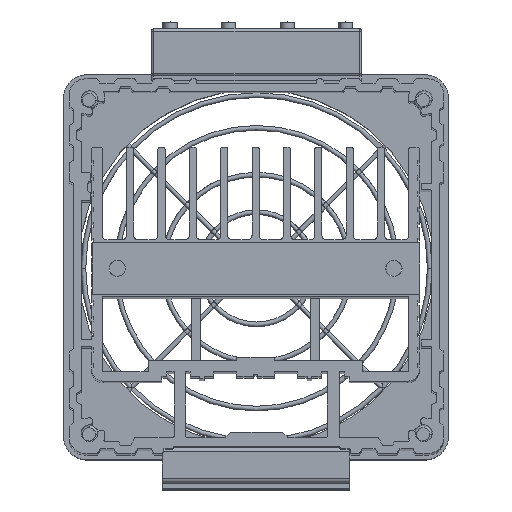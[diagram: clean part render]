
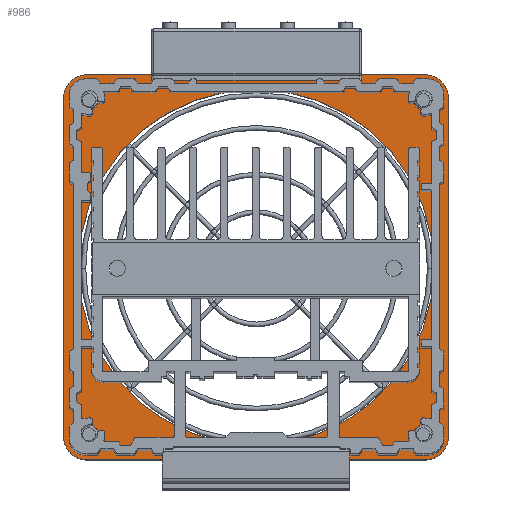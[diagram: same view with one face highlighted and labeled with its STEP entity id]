
A CAD part, top view. The second image highlights one B-rep face of the part: STEP entity #986.
In plain terms, the highlighted planar face has unit normal (0, 0, 1).
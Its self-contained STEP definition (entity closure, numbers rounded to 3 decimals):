
#986=ADVANCED_FACE('',(#2983,#2984,#2985,#2986,#2987,#2988),#2989,.T.);
#2983=FACE_OUTER_BOUND('',#5350,.T.);
#2984=FACE_BOUND('',#5351,.T.);
#2985=FACE_BOUND('',#5352,.T.);
#2986=FACE_BOUND('',#5353,.T.);
#2987=FACE_BOUND('',#5354,.T.);
#2988=FACE_BOUND('',#5355,.T.);
#2989=PLANE('',#5356);
#5350=EDGE_LOOP('',(#13563,#13564,#13565,#13566,#13567,#13568,#13569,#13570));
#5351=EDGE_LOOP('',(#13571,#13572));
#5352=EDGE_LOOP('',(#13573,#13574));
#5353=EDGE_LOOP('',(#13575,#13576));
#5354=EDGE_LOOP('',(#13577,#13578));
#5355=EDGE_LOOP('',(#13579,#13580));
#5356=AXIS2_PLACEMENT_3D('',#13581,#13582,#13583);
#13563=ORIENTED_EDGE('',*,*,#18473,.F.);
#13564=ORIENTED_EDGE('',*,*,#18471,.F.);
#13565=ORIENTED_EDGE('',*,*,#18469,.F.);
#13566=ORIENTED_EDGE('',*,*,#18467,.F.);
#13567=ORIENTED_EDGE('',*,*,#18465,.F.);
#13568=ORIENTED_EDGE('',*,*,#18463,.F.);
#13569=ORIENTED_EDGE('',*,*,#18461,.F.);
#13570=ORIENTED_EDGE('',*,*,#18459,.F.);
#13571=ORIENTED_EDGE('',*,*,#18474,.F.);
#13572=ORIENTED_EDGE('',*,*,#18475,.F.);
#13573=ORIENTED_EDGE('',*,*,#18476,.F.);
#13574=ORIENTED_EDGE('',*,*,#18477,.F.);
#13575=ORIENTED_EDGE('',*,*,#18478,.F.);
#13576=ORIENTED_EDGE('',*,*,#18479,.F.);
#13577=ORIENTED_EDGE('',*,*,#18480,.F.);
#13578=ORIENTED_EDGE('',*,*,#18432,.F.);
#13579=ORIENTED_EDGE('',*,*,#18481,.F.);
#13580=ORIENTED_EDGE('',*,*,#18482,.F.);
#13581=CARTESIAN_POINT('',(39.872,-30.239,-55.837));
#13582=DIRECTION('',(0.0,0.0,1.0));
#13583=DIRECTION('',(1.0,0.0,0.0));
#18432=EDGE_CURVE('',#23408,#23410,#23411,.T.);
#18459=EDGE_CURVE('',#23460,#23462,#23463,.T.);
#18461=EDGE_CURVE('',#23462,#23465,#23466,.T.);
#18463=EDGE_CURVE('',#23465,#23468,#23469,.T.);
#18465=EDGE_CURVE('',#23468,#23471,#23472,.T.);
#18467=EDGE_CURVE('',#23471,#23474,#23475,.T.);
#18469=EDGE_CURVE('',#23474,#23477,#23478,.T.);
#18471=EDGE_CURVE('',#23477,#23480,#23481,.T.);
#18473=EDGE_CURVE('',#23480,#23460,#23483,.T.);
#18474=EDGE_CURVE('',#23484,#23485,#23486,.T.);
#18475=EDGE_CURVE('',#23485,#23484,#23487,.T.);
#18476=EDGE_CURVE('',#23488,#23489,#23490,.T.);
#18477=EDGE_CURVE('',#23489,#23488,#23491,.T.);
#18478=EDGE_CURVE('',#23492,#23493,#23494,.T.);
#18479=EDGE_CURVE('',#23493,#23492,#23495,.T.);
#18480=EDGE_CURVE('',#23410,#23408,#23496,.T.);
#18481=EDGE_CURVE('',#23497,#23498,#23499,.T.);
#18482=EDGE_CURVE('',#23498,#23497,#23500,.T.);
#23408=VERTEX_POINT('',#30745);
#23410=VERTEX_POINT('',#30748);
#23411=CIRCLE('',#30749,2.0);
#23460=VERTEX_POINT('',#30807);
#23462=VERTEX_POINT('',#30810);
#23463=CIRCLE('',#30811,5.0);
#23465=VERTEX_POINT('',#30814);
#23466=LINE('',#30815,#30816);
#23468=VERTEX_POINT('',#30819);
#23469=CIRCLE('',#30820,5.);
#23471=VERTEX_POINT('',#30823);
#23472=LINE('',#30824,#30825);
#23474=VERTEX_POINT('',#30828);
#23475=CIRCLE('',#30829,5.0);
#23477=VERTEX_POINT('',#30832);
#23478=LINE('',#30833,#30834);
#23480=VERTEX_POINT('',#30837);
#23481=CIRCLE('',#30838,5.0);
#23483=LINE('',#30841,#30842);
#23484=VERTEX_POINT('',#30843);
#23485=VERTEX_POINT('',#30844);
#23486=CIRCLE('',#30845,38.0);
#23487=CIRCLE('',#30846,38.0);
#23488=VERTEX_POINT('',#30847);
#23489=VERTEX_POINT('',#30848);
#23490=CIRCLE('',#30849,2.0);
#23491=CIRCLE('',#30850,2.0);
#23492=VERTEX_POINT('',#30851);
#23493=VERTEX_POINT('',#30852);
#23494=CIRCLE('',#30853,2.0);
#23495=CIRCLE('',#30854,2.0);
#23496=CIRCLE('',#30855,2.0);
#23497=VERTEX_POINT('',#30856);
#23498=VERTEX_POINT('',#30857);
#23499=CIRCLE('',#30858,2.0);
#23500=CIRCLE('',#30859,2.0);
#30745=CARTESIAN_POINT('',(75.572,-63.939,-55.837));
#30748=CARTESIAN_POINT('',(75.572,-67.939,-55.837));
#30749=AXIS2_PLACEMENT_3D('',#36874,#36875,#36876);
#30807=CARTESIAN_POINT('',(-1.256,5.889,-55.837));
#30810=CARTESIAN_POINT('',(3.744,10.889,-55.837));
#30811=AXIS2_PLACEMENT_3D('',#36935,#36936,#36937);
#30814=CARTESIAN_POINT('',(76.,10.889,-55.837));
#30815=CARTESIAN_POINT('',(3.744,10.889,-55.837));
#30816=VECTOR('',#36939,72.256);
#30819=CARTESIAN_POINT('',(81.,5.889,-55.837));
#30820=AXIS2_PLACEMENT_3D('',#36941,#36942,#36943);
#30823=CARTESIAN_POINT('',(81.,-66.367,-55.837));
#30824=CARTESIAN_POINT('',(81.,5.889,-55.837));
#30825=VECTOR('',#36945,72.256);
#30828=CARTESIAN_POINT('',(76.,-71.367,-55.837));
#30829=AXIS2_PLACEMENT_3D('',#36947,#36948,#36949);
#30832=CARTESIAN_POINT('',(3.744,-71.367,-55.837));
#30833=CARTESIAN_POINT('',(76.,-71.367,-55.837));
#30834=VECTOR('',#36951,72.256);
#30837=CARTESIAN_POINT('',(-1.256,-66.367,-55.837));
#30838=AXIS2_PLACEMENT_3D('',#36953,#36954,#36955);
#30841=CARTESIAN_POINT('',(-1.256,-66.367,-55.837));
#30842=VECTOR('',#36957,72.256);
#30843=CARTESIAN_POINT('',(1.872,-30.239,-55.837));
#30844=CARTESIAN_POINT('',(77.872,-30.239,-55.837));
#30845=AXIS2_PLACEMENT_3D('',#36958,#36959,#36960);
#30846=AXIS2_PLACEMENT_3D('',#36961,#36962,#36963);
#30847=CARTESIAN_POINT('',(4.172,-67.939,-55.837));
#30848=CARTESIAN_POINT('',(4.172,-63.939,-55.837));
#30849=AXIS2_PLACEMENT_3D('',#36964,#36965,#36966);
#30850=AXIS2_PLACEMENT_3D('',#36967,#36968,#36969);
#30851=CARTESIAN_POINT('',(4.172,3.461,-55.837));
#30852=CARTESIAN_POINT('',(4.172,7.461,-55.837));
#30853=AXIS2_PLACEMENT_3D('',#36970,#36971,#36972);
#30854=AXIS2_PLACEMENT_3D('',#36973,#36974,#36975);
#30855=AXIS2_PLACEMENT_3D('',#36976,#36977,#36978);
#30856=CARTESIAN_POINT('',(75.572,3.461,-55.837));
#30857=CARTESIAN_POINT('',(75.572,7.461,-55.837));
#30858=AXIS2_PLACEMENT_3D('',#36979,#36980,#36981);
#30859=AXIS2_PLACEMENT_3D('',#36982,#36983,#36984);
#36874=CARTESIAN_POINT('',(75.572,-65.939,-55.837));
#36875=DIRECTION('',(0.0,-0.0,1.0));
#36876=DIRECTION('',(0.0,1.0,0.0));
#36935=CARTESIAN_POINT('',(3.744,5.889,-55.837));
#36936=DIRECTION('',(0.0,0.0,-1.0));
#36937=DIRECTION('',(-1.0,0.0,0.0));
#36939=DIRECTION('',(1.0,0.,0.0));
#36941=CARTESIAN_POINT('',(76.,5.889,-55.837));
#36942=DIRECTION('',(0.0,0.0,-1.0));
#36943=DIRECTION('',(0.0,1.0,0.0));
#36945=DIRECTION('',(0.,-1.0,0.0));
#36947=CARTESIAN_POINT('',(76.,-66.367,-55.837));
#36948=DIRECTION('',(0.0,0.0,-1.0));
#36949=DIRECTION('',(1.0,0.0,0.0));
#36951=DIRECTION('',(-1.0,0.0,0.0));
#36953=CARTESIAN_POINT('',(3.744,-66.367,-55.837));
#36954=DIRECTION('',(0.0,0.0,-1.0));
#36955=DIRECTION('',(0.0,-1.0,0.0));
#36957=DIRECTION('',(0.0,1.0,0.0));
#36958=CARTESIAN_POINT('',(39.872,-30.239,-55.837));
#36959=DIRECTION('',(0.0,0.0,1.0));
#36960=DIRECTION('',(-1.0,0.0,0.0));
#36961=CARTESIAN_POINT('',(39.872,-30.239,-55.837));
#36962=DIRECTION('',(0.0,0.0,1.0));
#36963=DIRECTION('',(1.0,0.0,0.0));
#36964=CARTESIAN_POINT('',(4.172,-65.939,-55.837));
#36965=DIRECTION('',(0.0,0.0,1.0));
#36966=DIRECTION('',(0.0,-1.0,0.0));
#36967=CARTESIAN_POINT('',(4.172,-65.939,-55.837));
#36968=DIRECTION('',(0.0,-0.0,1.0));
#36969=DIRECTION('',(0.0,1.0,0.0));
#36970=CARTESIAN_POINT('',(4.172,5.461,-55.837));
#36971=DIRECTION('',(0.0,0.0,1.0));
#36972=DIRECTION('',(0.0,-1.0,0.0));
#36973=CARTESIAN_POINT('',(4.172,5.461,-55.837));
#36974=DIRECTION('',(0.0,-0.0,1.0));
#36975=DIRECTION('',(0.0,1.0,0.0));
#36976=CARTESIAN_POINT('',(75.572,-65.939,-55.837));
#36977=DIRECTION('',(0.0,0.0,1.0));
#36978=DIRECTION('',(0.0,-1.0,0.0));
#36979=CARTESIAN_POINT('',(75.572,5.461,-55.837));
#36980=DIRECTION('',(0.0,0.0,1.0));
#36981=DIRECTION('',(0.0,-1.0,0.0));
#36982=CARTESIAN_POINT('',(75.572,5.461,-55.837));
#36983=DIRECTION('',(0.0,-0.0,1.0));
#36984=DIRECTION('',(0.0,1.0,0.0));
